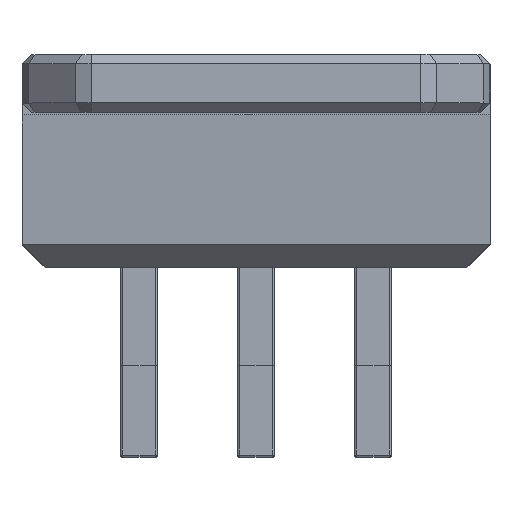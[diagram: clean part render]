
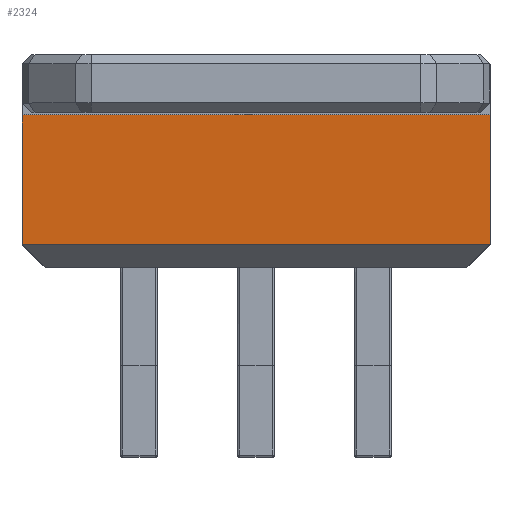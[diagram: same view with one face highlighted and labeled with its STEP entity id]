
A CAD part, top view. The second image highlights one B-rep face of the part: STEP entity #2324.
In plain terms, the highlighted planar face has unit normal (0, -0.075, 0.997).
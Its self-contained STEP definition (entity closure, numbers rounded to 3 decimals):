
#151 = LINE ( 'NONE', #5496, #1267 ) ;
#253 = VECTOR ( 'NONE', #4636, 1000. ) ;
#276 = DIRECTION ( 'NONE',  ( -0.706, 0.706, 0.053 ) ) ;
#502 = LINE ( 'NONE', #5216, #5873 ) ;
#603 = LINE ( 'NONE', #4944, #3107 ) ;
#621 = FACE_OUTER_BOUND ( 'NONE', #2569, .T. ) ;
#640 = VECTOR ( 'NONE', #4043, 1000. ) ;
#946 = LINE ( 'NONE', #2864, #640 ) ;
#1047 = EDGE_CURVE ( 'NONE', #1435, #6220, #1354, .T. ) ;
#1248 = VERTEX_POINT ( 'NONE', #1466 ) ;
#1267 = VECTOR ( 'NONE', #2375, 1000. ) ;
#1284 = VERTEX_POINT ( 'NONE', #2516 ) ;
#1327 = EDGE_CURVE ( 'NONE', #5225, #3261, #946, .T. ) ;
#1354 = LINE ( 'NONE', #3653, #3979 ) ;
#1435 = VERTEX_POINT ( 'NONE', #2035 ) ;
#1466 = CARTESIAN_POINT ( 'NONE',  ( 5.08, 1.45, 22.4 ) ) ;
#2005 = DIRECTION ( 'NONE',  ( 0., -0.997, -0.076 ) ) ;
#2035 = CARTESIAN_POINT ( 'NONE',  ( -5.08, 1.45, 22.4 ) ) ;
#2078 = EDGE_CURVE ( 'NONE', #1248, #1435, #151, .T. ) ;
#2324 = ADVANCED_FACE ( 'NONE', ( #621 ), #6278, .T. ) ;
#2375 = DIRECTION ( 'NONE',  ( -1., 0., 0. ) ) ;
#2516 = CARTESIAN_POINT ( 'NONE',  ( 5.08, -1.35, 22.188 ) ) ;
#2569 = EDGE_LOOP ( 'NONE', ( #3523, #6024, #2818, #4268, #2950, #3384 ) ) ;
#2818 = ORIENTED_EDGE ( 'NONE', *, *, #1047, .T. ) ;
#2864 = CARTESIAN_POINT ( 'NONE',  ( 5.08, -1.351, 22.188 ) ) ;
#2950 = ORIENTED_EDGE ( 'NONE', *, *, #1327, .F. ) ;
#3107 = VECTOR ( 'NONE', #276, 1000. ) ;
#3225 = EDGE_CURVE ( 'NONE', #3261, #6220, #603, .T. ) ;
#3261 = VERTEX_POINT ( 'NONE', #3413 ) ;
#3289 = CARTESIAN_POINT ( 'NONE',  ( 5.079, -1.351, 22.188 ) ) ;
#3384 = ORIENTED_EDGE ( 'NONE', *, *, #4405, .T. ) ;
#3413 = CARTESIAN_POINT ( 'NONE',  ( -5.079, -1.351, 22.188 ) ) ;
#3448 = AXIS2_PLACEMENT_3D ( 'NONE', #4329, #4780, #5399 ) ;
#3523 = ORIENTED_EDGE ( 'NONE', *, *, #4950, .F. ) ;
#3653 = CARTESIAN_POINT ( 'NONE',  ( -5.08, -0.537, 22.249 ) ) ;
#3827 = LINE ( 'NONE', #5210, #253 ) ;
#3979 = VECTOR ( 'NONE', #2005, 1000. ) ;
#4043 = DIRECTION ( 'NONE',  ( -1., 0., 0. ) ) ;
#4156 = DIRECTION ( 'NONE',  ( 0.706, 0.706, 0.053 ) ) ;
#4268 = ORIENTED_EDGE ( 'NONE', *, *, #3225, .F. ) ;
#4329 = CARTESIAN_POINT ( 'NONE',  ( 5.08, 1.45, 22.4 ) ) ;
#4405 = EDGE_CURVE ( 'NONE', #5225, #1284, #502, .T. ) ;
#4636 = DIRECTION ( 'NONE',  ( 0., -0.997, -0.076 ) ) ;
#4780 = DIRECTION ( 'NONE',  ( 0., -0.076, 0.997 ) ) ;
#4944 = CARTESIAN_POINT ( 'NONE',  ( -2.96, -3.47, 22.027 ) ) ;
#4950 = EDGE_CURVE ( 'NONE', #1248, #1284, #3827, .T. ) ;
#5210 = CARTESIAN_POINT ( 'NONE',  ( 5.08, 1.45, 22.4 ) ) ;
#5216 = CARTESIAN_POINT ( 'NONE',  ( 5.492, -0.938, 22.219 ) ) ;
#5225 = VERTEX_POINT ( 'NONE', #3289 ) ;
#5399 = DIRECTION ( 'NONE',  ( -1., 0., 0. ) ) ;
#5496 = CARTESIAN_POINT ( 'NONE',  ( 5.08, 1.45, 22.4 ) ) ;
#5745 = CARTESIAN_POINT ( 'NONE',  ( -5.08, -1.35, 22.188 ) ) ;
#5873 = VECTOR ( 'NONE', #4156, 1000. ) ;
#6024 = ORIENTED_EDGE ( 'NONE', *, *, #2078, .T. ) ;
#6220 = VERTEX_POINT ( 'NONE', #5745 ) ;
#6278 = PLANE ( 'NONE',  #3448 ) ;
